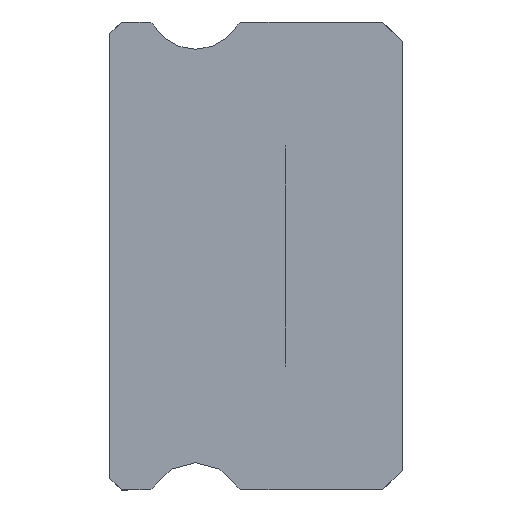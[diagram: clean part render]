
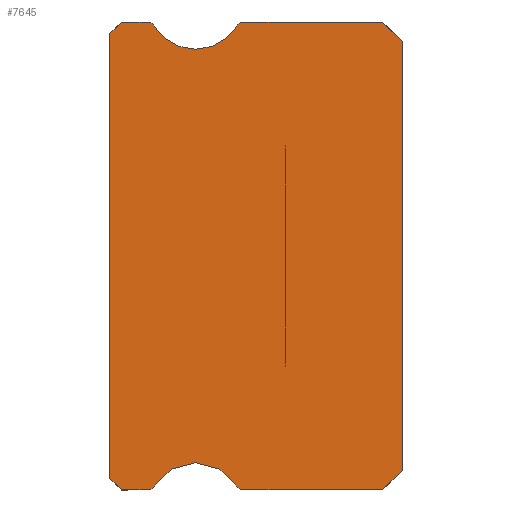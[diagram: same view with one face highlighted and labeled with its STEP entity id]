
A CAD part, left-side view. The second image highlights one B-rep face of the part: STEP entity #7645.
In plain terms, the highlighted planar face has unit normal (-1, 0, 0).
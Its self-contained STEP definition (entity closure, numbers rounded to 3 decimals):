
#1 = ORIENTED_EDGE ( 'NONE', *, *, #2939, .T. ) ;
#53 = CARTESIAN_POINT ( 'NONE',  ( -7.5, 5.3, 6.55 ) ) ;
#69 = ORIENTED_EDGE ( 'NONE', *, *, #2977, .T. ) ;
#91 = CARTESIAN_POINT ( 'NONE',  ( -7.5, 7.2, -6. ) ) ;
#165 = DIRECTION ( 'NONE',  ( 0., 0., -1. ) ) ;
#207 = CARTESIAN_POINT ( 'NONE',  ( -7.5, 6.512, -5.85 ) ) ;
#271 = CARTESIAN_POINT ( 'NONE',  ( -7.5, 0., -5.5 ) ) ;
#431 = VERTEX_POINT ( 'NONE', #271 ) ;
#447 = CARTESIAN_POINT ( 'NONE',  ( -7.5, 4.217, 5.925 ) ) ;
#509 = CARTESIAN_POINT ( 'NONE',  ( -7.5, 4.217, -5.925 ) ) ;
#544 = DIRECTION ( 'NONE',  ( 0., 0., 1. ) ) ;
#704 = VECTOR ( 'NONE', #5429, 1000. ) ;
#768 = CARTESIAN_POINT ( 'NONE',  ( -7.5, 4.088, 5.85 ) ) ;
#848 = VECTOR ( 'NONE', #8088, 1000. ) ;
#870 = DIRECTION ( 'NONE',  ( 0., 0., -1. ) ) ;
#1005 = CARTESIAN_POINT ( 'NONE',  ( -7.5, 6.512, 6. ) ) ;
#1280 = DIRECTION ( 'NONE',  ( 0., 0., -1. ) ) ;
#1344 = CARTESIAN_POINT ( 'NONE',  ( -7.5, 5.3, -6.55 ) ) ;
#1366 = EDGE_CURVE ( 'NONE', #6134, #4245, #1955, .T. ) ;
#1405 = CARTESIAN_POINT ( 'NONE',  ( -7.5, 7.2, 6. ) ) ;
#1617 = VERTEX_POINT ( 'NONE', #447 ) ;
#1642 = VERTEX_POINT ( 'NONE', #509 ) ;
#1813 = ORIENTED_EDGE ( 'NONE', *, *, #4809, .F. ) ;
#1868 = DIRECTION ( 'NONE',  ( 0., 0., 1. ) ) ;
#1955 = CIRCLE ( 'NONE', #10851, 0.15 ) ;
#2088 = ORIENTED_EDGE ( 'NONE', *, *, #8965, .F. ) ;
#2098 = ORIENTED_EDGE ( 'NONE', *, *, #3806, .F. ) ;
#2164 = CARTESIAN_POINT ( 'NONE',  ( -7.5, 7.5, -5.7 ) ) ;
#2383 = DIRECTION ( 'NONE',  ( 0., -0.707, -0.707 ) ) ;
#2448 = CARTESIAN_POINT ( 'NONE',  ( -7.5, 0., 5.5 ) ) ;
#2486 = ORIENTED_EDGE ( 'NONE', *, *, #5375, .F. ) ;
#2533 = DIRECTION ( 'NONE',  ( 0., 0., -1. ) ) ;
#2571 = VECTOR ( 'NONE', #11430, 1000. ) ;
#2601 = EDGE_CURVE ( 'NONE', #1642, #8725, #7338, .T. ) ;
#2628 = ORIENTED_EDGE ( 'NONE', *, *, #10844, .F. ) ;
#2657 = CARTESIAN_POINT ( 'NONE',  ( -7.5, 5.3, 6.55 ) ) ;
#2661 = CARTESIAN_POINT ( 'NONE',  ( -7.5, 7.2, 6. ) ) ;
#2742 = ORIENTED_EDGE ( 'NONE', *, *, #2601, .F. ) ;
#2758 = CARTESIAN_POINT ( 'NONE',  ( -7.5, 6.512, 5.85 ) ) ;
#2806 = CARTESIAN_POINT ( 'NONE',  ( -7.5, 7.5, 5.7 ) ) ;
#2819 = DIRECTION ( 'NONE',  ( 1., 0., 0. ) ) ;
#2936 = VERTEX_POINT ( 'NONE', #4510 ) ;
#2939 = EDGE_CURVE ( 'NONE', #8051, #7081, #7973, .T. ) ;
#2977 = EDGE_CURVE ( 'NONE', #6781, #3220, #10639, .T. ) ;
#2986 = CIRCLE ( 'NONE', #9464, 0.15 ) ;
#2993 = EDGE_CURVE ( 'NONE', #9296, #1642, #8112, .T. ) ;
#3011 = CARTESIAN_POINT ( 'NONE',  ( -7.5, 7.5, 5.85 ) ) ;
#3024 = ORIENTED_EDGE ( 'NONE', *, *, #8483, .F. ) ;
#3220 = VERTEX_POINT ( 'NONE', #7530 ) ;
#3270 = ORIENTED_EDGE ( 'NONE', *, *, #8304, .T. ) ;
#3421 = FACE_OUTER_BOUND ( 'NONE', #5292, .T. ) ;
#3536 = CARTESIAN_POINT ( 'NONE',  ( -7.5, 6.512, 5.85 ) ) ;
#3563 = CIRCLE ( 'NONE', #10588, 1.25 ) ;
#3806 = EDGE_CURVE ( 'NONE', #431, #2936, #6535, .T. ) ;
#4164 = EDGE_CURVE ( 'NONE', #5248, #1617, #5277, .T. ) ;
#4245 = VERTEX_POINT ( 'NONE', #6358 ) ;
#4273 = VECTOR ( 'NONE', #6968, 1000. ) ;
#4296 = LINE ( 'NONE', #2661, #2571 ) ;
#4378 = VECTOR ( 'NONE', #10829, 1000. ) ;
#4441 = CARTESIAN_POINT ( 'NONE',  ( -7.5, 6.512, -6. ) ) ;
#4469 = DIRECTION ( 'NONE',  ( 0., 0., -1. ) ) ;
#4510 = CARTESIAN_POINT ( 'NONE',  ( -7.5, 0.5, -6. ) ) ;
#4698 = CARTESIAN_POINT ( 'NONE',  ( -7.5, 0., -5.5 ) ) ;
#4775 = CARTESIAN_POINT ( 'NONE',  ( -7.5, 0.5, 6. ) ) ;
#4809 = EDGE_CURVE ( 'NONE', #1617, #7419, #7805, .T. ) ;
#4935 = CARTESIAN_POINT ( 'NONE',  ( -7.5, 4.088, -6. ) ) ;
#5130 = AXIS2_PLACEMENT_3D ( 'NONE', #1344, #9189, #1280 ) ;
#5248 = VERTEX_POINT ( 'NONE', #7147 ) ;
#5277 = CIRCLE ( 'NONE', #8239, 1.25 ) ;
#5292 = EDGE_LOOP ( 'NONE', ( #69, #2628, #1, #3270, #2486, #2742, #8519, #2088, #2098, #6951, #3024, #5794, #1813, #7602, #11329, #5667, #9484 ) ) ;
#5375 = EDGE_CURVE ( 'NONE', #8725, #6552, #2986, .T. ) ;
#5429 = DIRECTION ( 'NONE',  ( 0., -1., 0. ) ) ;
#5448 = DIRECTION ( 'NONE',  ( -1., 0., 0. ) ) ;
#5551 = AXIS2_PLACEMENT_3D ( 'NONE', #3536, #10427, #4469 ) ;
#5591 = DIRECTION ( 'NONE',  ( 0., 0., -1. ) ) ;
#5667 = ORIENTED_EDGE ( 'NONE', *, *, #1366, .F. ) ;
#5794 = ORIENTED_EDGE ( 'NONE', *, *, #9072, .F. ) ;
#6041 = CARTESIAN_POINT ( 'NONE',  ( -7.5, 0.5, 6. ) ) ;
#6047 = LINE ( 'NONE', #4441, #4273 ) ;
#6134 = VERTEX_POINT ( 'NONE', #1005 ) ;
#6282 = DIRECTION ( 'NONE',  ( 1., 0., 0. ) ) ;
#6358 = CARTESIAN_POINT ( 'NONE',  ( -7.5, 6.383, 5.925 ) ) ;
#6535 = LINE ( 'NONE', #4698, #4378 ) ;
#6552 = VERTEX_POINT ( 'NONE', #8728 ) ;
#6617 = DIRECTION ( 'NONE',  ( 1., 0., 0. ) ) ;
#6718 = LINE ( 'NONE', #3011, #10393 ) ;
#6781 = VERTEX_POINT ( 'NONE', #1405 ) ;
#6951 = ORIENTED_EDGE ( 'NONE', *, *, #11477, .T. ) ;
#6968 = DIRECTION ( 'NONE',  ( 0., 1., 0. ) ) ;
#7081 = VERTEX_POINT ( 'NONE', #9217 ) ;
#7147 = CARTESIAN_POINT ( 'NONE',  ( -7.5, 5.3, 5.3 ) ) ;
#7199 = CARTESIAN_POINT ( 'NONE',  ( -7.5, 6.512, 6. ) ) ;
#7279 = EDGE_CURVE ( 'NONE', #6134, #6781, #4296, .T. ) ;
#7338 = CIRCLE ( 'NONE', #5130, 1.25 ) ;
#7367 = LINE ( 'NONE', #10808, #704 ) ;
#7419 = VERTEX_POINT ( 'NONE', #8276 ) ;
#7530 = CARTESIAN_POINT ( 'NONE',  ( -7.5, 7.5, 5.7 ) ) ;
#7536 = LINE ( 'NONE', #6041, #7765 ) ;
#7602 = ORIENTED_EDGE ( 'NONE', *, *, #4164, .F. ) ;
#7645 = ADVANCED_FACE ( 'NONE', ( #3421 ), #8788, .F. ) ;
#7765 = VECTOR ( 'NONE', #2383, 1000. ) ;
#7805 = CIRCLE ( 'NONE', #10961, 0.15 ) ;
#7920 = AXIS2_PLACEMENT_3D ( 'NONE', #10514, #6282, #9765 ) ;
#7973 = LINE ( 'NONE', #91, #848 ) ;
#8051 = VERTEX_POINT ( 'NONE', #2164 ) ;
#8088 = DIRECTION ( 'NONE',  ( 0., -0.707, -0.707 ) ) ;
#8112 = CIRCLE ( 'NONE', #7920, 0.15 ) ;
#8185 = VECTOR ( 'NONE', #1868, 1000. ) ;
#8239 = AXIS2_PLACEMENT_3D ( 'NONE', #53, #10878, #165 ) ;
#8276 = CARTESIAN_POINT ( 'NONE',  ( -7.5, 4.088, 6. ) ) ;
#8304 = EDGE_CURVE ( 'NONE', #7081, #6552, #7367, .T. ) ;
#8483 = EDGE_CURVE ( 'NONE', #10264, #8932, #7536, .T. ) ;
#8519 = ORIENTED_EDGE ( 'NONE', *, *, #2993, .F. ) ;
#8714 = CARTESIAN_POINT ( 'NONE',  ( -7.5, 0., 5.5 ) ) ;
#8725 = VERTEX_POINT ( 'NONE', #9078 ) ;
#8728 = CARTESIAN_POINT ( 'NONE',  ( -7.5, 6.512, -6. ) ) ;
#8788 = PLANE ( 'NONE',  #5551 ) ;
#8856 = DIRECTION ( 'NONE',  ( 0., 0., -1. ) ) ;
#8885 = LINE ( 'NONE', #7199, #9828 ) ;
#8932 = VERTEX_POINT ( 'NONE', #2448 ) ;
#8965 = EDGE_CURVE ( 'NONE', #2936, #9296, #6047, .T. ) ;
#9072 = EDGE_CURVE ( 'NONE', #7419, #10264, #8885, .T. ) ;
#9078 = CARTESIAN_POINT ( 'NONE',  ( -7.5, 6.383, -5.925 ) ) ;
#9189 = DIRECTION ( 'NONE',  ( -1., 0., 0. ) ) ;
#9209 = VECTOR ( 'NONE', #9647, 1000. ) ;
#9217 = CARTESIAN_POINT ( 'NONE',  ( -7.5, 7.2, -6. ) ) ;
#9296 = VERTEX_POINT ( 'NONE', #4935 ) ;
#9464 = AXIS2_PLACEMENT_3D ( 'NONE', #207, #6617, #5591 ) ;
#9484 = ORIENTED_EDGE ( 'NONE', *, *, #7279, .T. ) ;
#9647 = DIRECTION ( 'NONE',  ( 0., 0.707, -0.707 ) ) ;
#9765 = DIRECTION ( 'NONE',  ( 0., 0., -1. ) ) ;
#9822 = LINE ( 'NONE', #8714, #8185 ) ;
#9828 = VECTOR ( 'NONE', #9991, 1000. ) ;
#9991 = DIRECTION ( 'NONE',  ( 0., -1., 0. ) ) ;
#10264 = VERTEX_POINT ( 'NONE', #4775 ) ;
#10393 = VECTOR ( 'NONE', #544, 1000. ) ;
#10427 = DIRECTION ( 'NONE',  ( 1., 0., 0. ) ) ;
#10514 = CARTESIAN_POINT ( 'NONE',  ( -7.5, 4.088, -5.85 ) ) ;
#10543 = DIRECTION ( 'NONE',  ( 1., 0., 0. ) ) ;
#10588 = AXIS2_PLACEMENT_3D ( 'NONE', #2657, #5448, #8856 ) ;
#10639 = LINE ( 'NONE', #2806, #9209 ) ;
#10808 = CARTESIAN_POINT ( 'NONE',  ( -7.5, 6.512, -6. ) ) ;
#10829 = DIRECTION ( 'NONE',  ( 0., 0.707, -0.707 ) ) ;
#10844 = EDGE_CURVE ( 'NONE', #8051, #3220, #6718, .T. ) ;
#10851 = AXIS2_PLACEMENT_3D ( 'NONE', #2758, #2819, #870 ) ;
#10878 = DIRECTION ( 'NONE',  ( -1., 0., 0. ) ) ;
#10961 = AXIS2_PLACEMENT_3D ( 'NONE', #768, #10543, #2533 ) ;
#11139 = EDGE_CURVE ( 'NONE', #4245, #5248, #3563, .T. ) ;
#11329 = ORIENTED_EDGE ( 'NONE', *, *, #11139, .F. ) ;
#11430 = DIRECTION ( 'NONE',  ( 0., 1., 0. ) ) ;
#11477 = EDGE_CURVE ( 'NONE', #431, #8932, #9822, .T. ) ;
